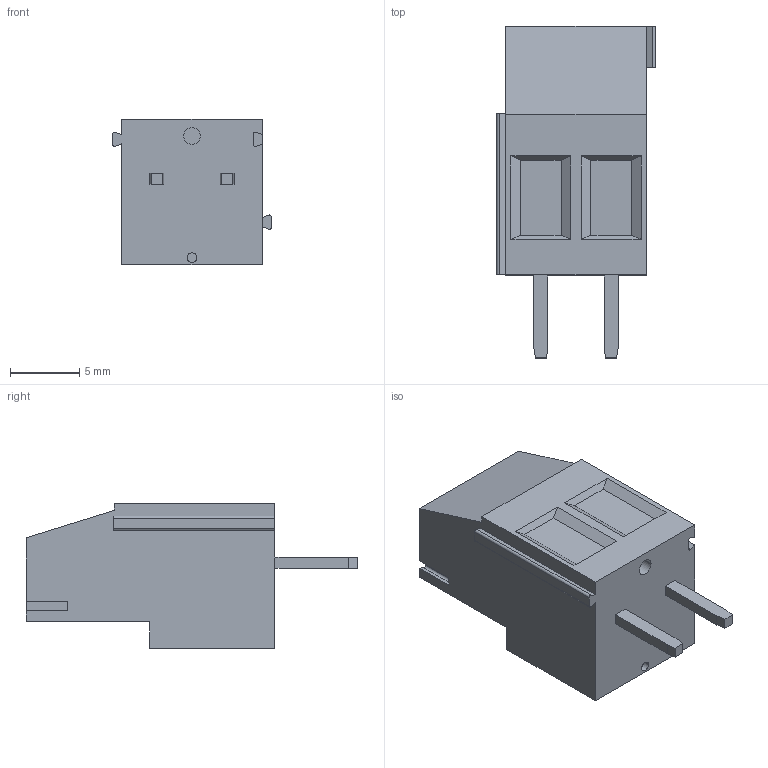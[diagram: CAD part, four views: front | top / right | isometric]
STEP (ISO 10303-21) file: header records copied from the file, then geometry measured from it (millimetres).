
FILE_DESCRIPTION((''),'2;1');
FILE_NAME('WJ129-508-1YY-02P-00A','2018-12-07T',('YF002'),(''),'CREO PARAMETRIC BY PTC INC, 2016380','CREO PARAMETRIC BY PTC INC, 2016380','');
FILE_SCHEMA(('CONFIG_CONTROL_DESIGN'));
Length unit declared in the file: millimetre
Products named in the file (1): WJ129-508-1YY-02P-00A
Bounding box: 11.46 x 24 x 10.5 mm (x, y, z)
Volume: 1551 mm3; surface area: 1177.7 mm2
Topology: 1 solids, 1 shells, 142 faces, 344 edges, 216 vertices
Faces by surface type: plane 74, cylinder 36, cone 24, torus 8
Entity records: 4223 total; most frequent: CARTESIAN_POINT 807, DIRECTION 716, ORIENTED_EDGE 688, EDGE_CURVE 344, AXIS2_PLACEMENT_3D 246, VECTOR 224, LINE 224, VERTEX_POINT 216
